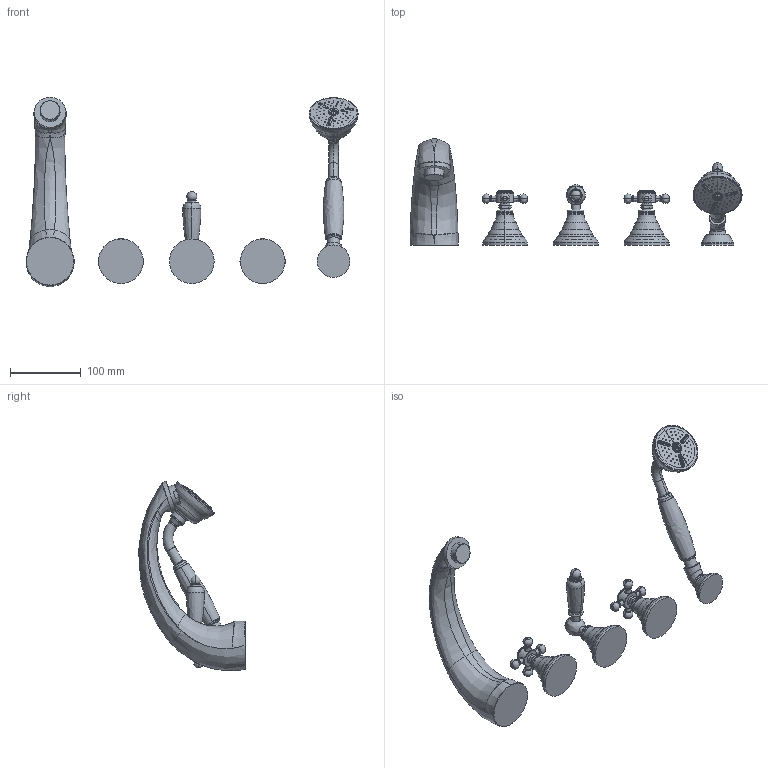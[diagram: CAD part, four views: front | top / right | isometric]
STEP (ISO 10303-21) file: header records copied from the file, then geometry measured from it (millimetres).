
FILE_DESCRIPTION((''),'2;1');
FILE_NAME('FBLV040CR','2021-11-11T08:56:29',('ut3'),('PAFFONI SpA'),'CREO PARAMETRIC BY PTC INC, 2020044','CREO PARAMETRIC BY PTC INC, 2020044','');
FILE_SCHEMA(('CONFIG_CONTROL_DESIGN','SHAPE_APPEARANCE_LAYERS_GROUPS'));
Products named in the file (1): FBLV040CR
Bounding box: 468.5 x 150.69 x 267.44 mm (x, y, z)
Volume: 1010475.2 mm3; surface area: 138306 mm2
Topology: 5 solids, 5 shells, 1298 faces, 3283 edges, 2059 vertices
Faces by surface type: plane 479, cylinder 400, torus 170, bspline 128, sphere 80, cone 41
Entity records: 62798 total; most frequent: CARTESIAN_POINT 22996, ORIENTED_EDGE 6518, DIRECTION 5881, EDGE_CURVE 3259, AXIS2_PLACEMENT_3D 2309, VERTEX_POINT 2059, FILL_AREA_STYLE_COLOUR 1475, FILL_AREA_STYLE 1475
